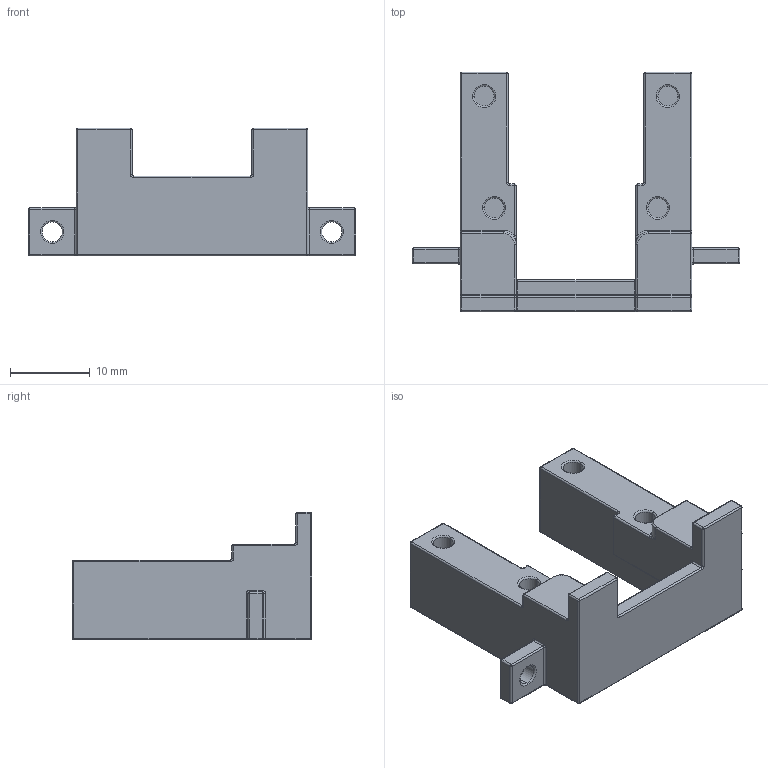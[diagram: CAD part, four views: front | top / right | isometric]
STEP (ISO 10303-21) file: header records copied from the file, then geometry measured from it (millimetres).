
FILE_DESCRIPTION (( 'STEP AP214' ), '1' );
FILE_NAME ('button-installer.STEP', '2025-09-11T00:13:34', ( '' ), ( '' ), 'SwSTEP 2.0', 'SolidWorks 2023', '' );
FILE_SCHEMA (( 'AUTOMOTIVE_DESIGN' ));
Length unit declared in the file: millimetre
Products named in the file (1): button-installer
Bounding box: 41 x 30 x 16 mm (x, y, z)
Volume: 4559.8 mm3; surface area: 3233.4 mm2
Topology: 1 solids, 1 shells, 234 faces, 536 edges, 272 vertices
Faces by surface type: cylinder 112, torus 46, plane 40, sphere 34, bspline 2
Entity records: 6279 total; most frequent: DIRECTION 1236, CARTESIAN_POINT 1073, ORIENTED_EDGE 1000, AXIS2_PLACEMENT_3D 511, EDGE_CURVE 500, CIRCLE 278, VERTEX_POINT 272, EDGE_LOOP 242
